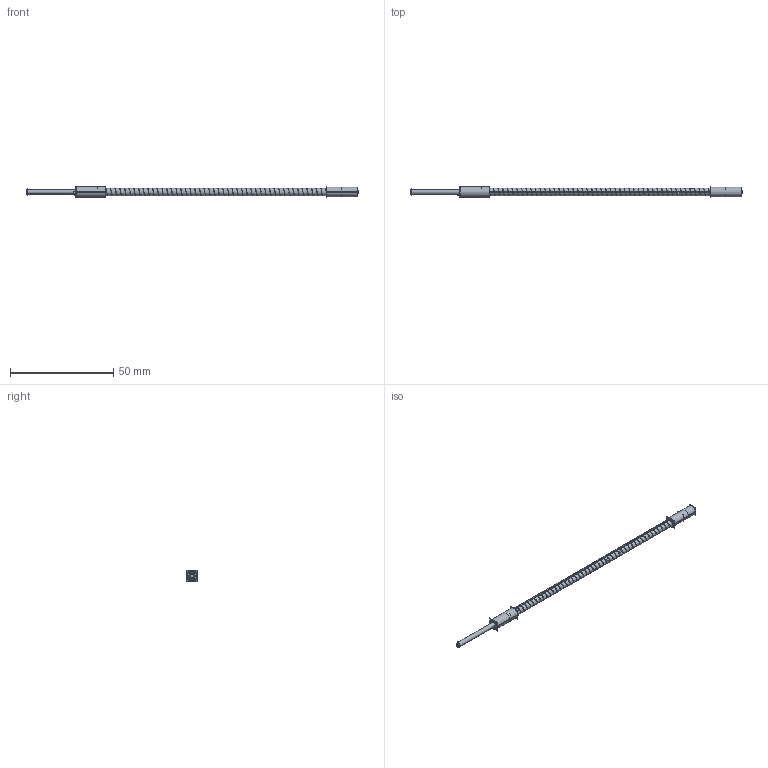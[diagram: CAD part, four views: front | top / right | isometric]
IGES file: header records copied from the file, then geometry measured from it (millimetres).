
Start section:  PTC IGES file: 210947.igs
Global section: file name: 210947.igs; native system: Creo Parametric by PTC Inc.; preprocessor: 2018300; author: pdmadmin; organization: Unknown; date: 20190306.111217; units: millimetre
Bounding box: 160.48 x 5.28 x 5.28 mm (x, y, z)
Volume: 778.4 mm3; surface area: 26824.1 mm2
Topology: 6 solids, 6 shells, 216 faces, 936 edges, 1128 vertices
Faces by surface type: bspline 144, revolution 72
